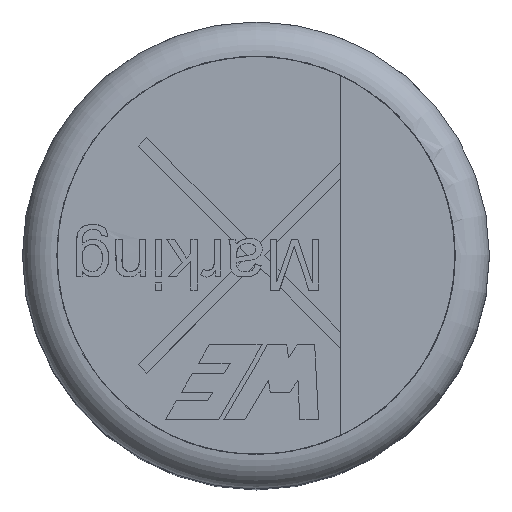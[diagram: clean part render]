
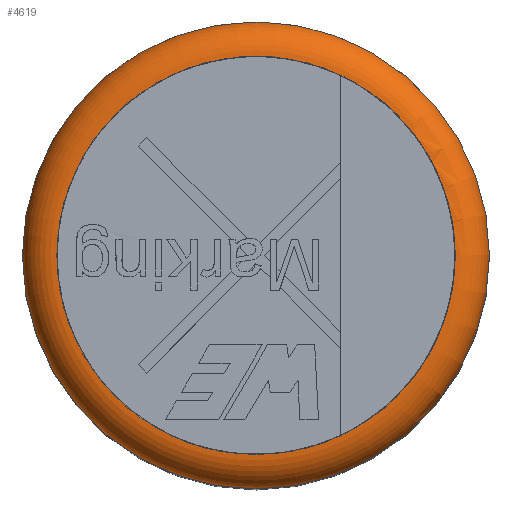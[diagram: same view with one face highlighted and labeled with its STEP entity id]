
A CAD part, top view. The second image highlights one B-rep face of the part: STEP entity #4619.
In plain terms, the highlighted toroidal (fillet/blend) face has major radius 3.413 mm and minor radius 0.587 mm.
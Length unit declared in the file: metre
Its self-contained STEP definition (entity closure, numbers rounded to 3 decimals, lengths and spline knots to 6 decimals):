
#25=TOROIDAL_SURFACE('',#4876,0.003413,0.000587);
#1402=ORIENTED_EDGE('',*,*,#2025,.F.);
#1403=ORIENTED_EDGE('',*,*,#2026,.T.);
#1404=ORIENTED_EDGE('',*,*,#1996,.T.);
#1996=EDGE_CURVE('',#2329,#2328,#2416,.T.);
#2025=EDGE_CURVE('',#2359,#2359,#2437,.T.);
#2026=EDGE_CURVE('',#2328,#2329,#2438,.T.);
#2328=VERTEX_POINT('',#6999);
#2329=VERTEX_POINT('',#7002);
#2359=VERTEX_POINT('',#7088);
#2416=CIRCLE('',#4833,0.003413);
#2437=CIRCLE('',#4877,0.004);
#2438=CIRCLE('',#4878,0.003413);
#2655=EDGE_LOOP('',(#1402));
#2656=EDGE_LOOP('',(#1403,#1404));
#2919=FACE_BOUND('',#2655,.T.);
#2920=FACE_BOUND('',#2656,.T.);
#4619=ADVANCED_FACE('',(#2919,#2920),#25,.T.);
#4833=AXIS2_PLACEMENT_3D('',#7007,#5527,#5528);
#4876=AXIS2_PLACEMENT_3D('',#7086,#5621,#5622);
#4877=AXIS2_PLACEMENT_3D('',#7087,#5623,#5624);
#4878=AXIS2_PLACEMENT_3D('',#7089,#5625,#5626);
#5527=DIRECTION('',(0.,0.,-1.));
#5528=DIRECTION('',(1.,0.,0.));
#5621=DIRECTION('',(0.,0.,-1.));
#5622=DIRECTION('',(-1.,0.,0.));
#5623=DIRECTION('',(0.,0.,-1.));
#5624=DIRECTION('',(-1.,0.,0.));
#5625=DIRECTION('',(0.,0.,-1.));
#5626=DIRECTION('',(-1.,0.,0.));
#6999=CARTESIAN_POINT('',(-0.001455,0.003088,0.01139));
#7002=CARTESIAN_POINT('',(-0.001455,-0.003088,0.01139));
#7007=CARTESIAN_POINT('',(0.,0.,0.01139));
#7086=CARTESIAN_POINT('',(0.,0.,0.010803));
#7087=CARTESIAN_POINT('',(0.,0.,0.010803));
#7088=CARTESIAN_POINT('',(-0.004,0.,0.010803));
#7089=CARTESIAN_POINT('',(0.,0.,0.01139));
